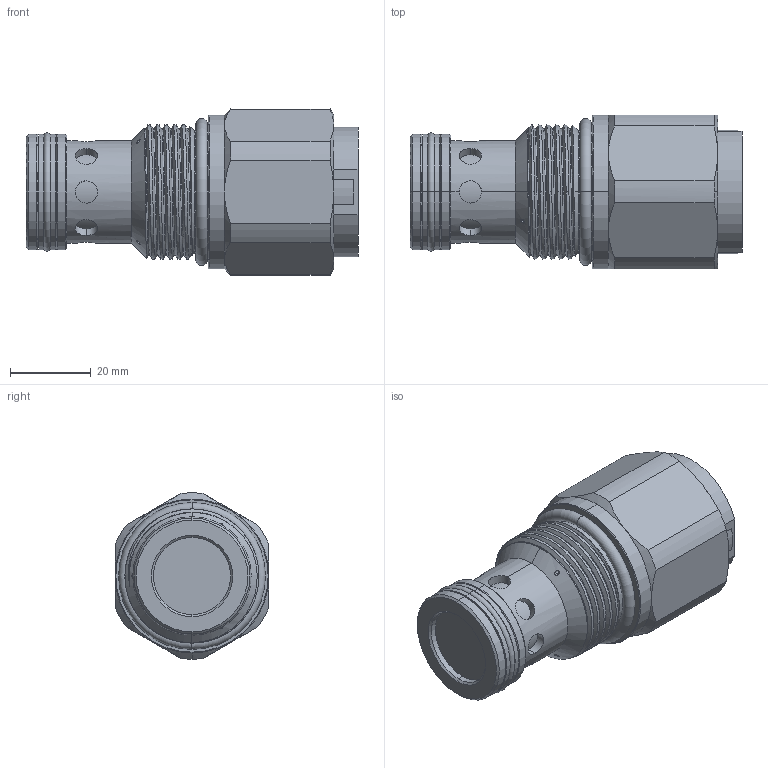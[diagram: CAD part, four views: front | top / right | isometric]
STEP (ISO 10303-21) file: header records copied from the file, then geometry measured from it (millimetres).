
FILE_DESCRIPTION (( 'STEP AP203' ), '1' );
FILE_NAME ('RP16W26-8.STEP', '2025-06-03T02:03:31', ( '' ), ( '' ), 'SwSTEP 2.0', 'SolidWorks 2018', '' );
FILE_SCHEMA (( 'CONFIG_CONTROL_DESIGN' ));
Length unit declared in the file: millimetre
Products named in the file (1): RP16W26-8
Bounding box: 82 x 38 x 41.1 mm (x, y, z)
Volume: 68002.2 mm3; surface area: 13847.8 mm2
Topology: 1 solids, 1 shells, 178 faces, 407 edges, 254 vertices
Faces by surface type: cylinder 100, cone 35, plane 27, torus 10, bspline 6
Entity records: 9377 total; most frequent: CARTESIAN_POINT 5508, ORIENTED_EDGE 814, DIRECTION 757, EDGE_CURVE 407, AXIS2_PLACEMENT_3D 313, VERTEX_POINT 254, EDGE_LOOP 201, FACE_OUTER_BOUND 178
